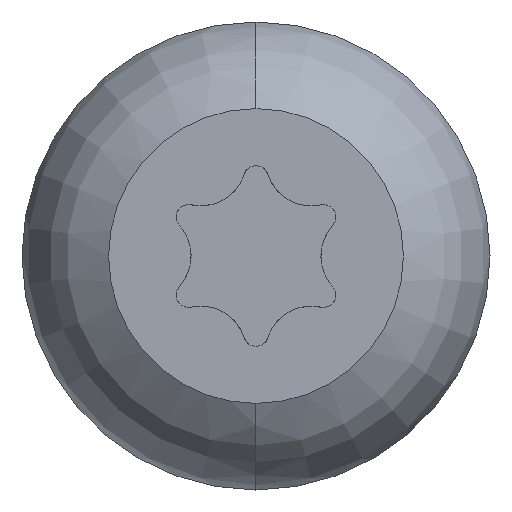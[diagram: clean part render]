
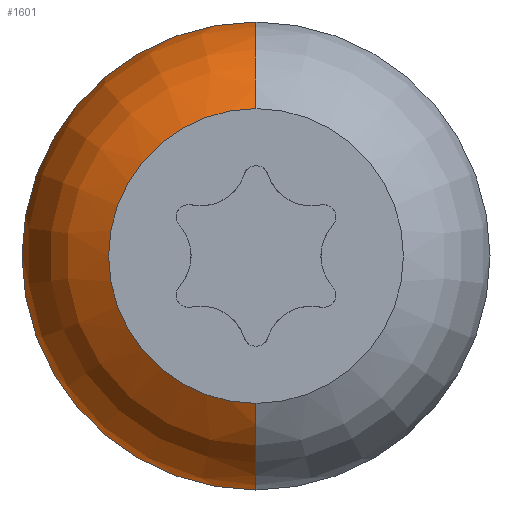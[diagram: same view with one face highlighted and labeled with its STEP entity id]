
A CAD part, left-side view. The second image highlights one B-rep face of the part: STEP entity #1601.
In plain terms, the highlighted toroidal (fillet/blend) face has major radius 1.91 mm and minor radius 3.11 mm.
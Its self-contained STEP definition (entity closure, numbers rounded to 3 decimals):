
#29 = DIRECTION ( 'NONE',  ( 1., 0., 0. ) ) ;
#41 = DIRECTION ( 'NONE',  ( 0., 0., 1. ) ) ;
#53 = TOROIDAL_SURFACE ( 'NONE', #150, 1.91, 3.11 ) ;
#72 = FACE_OUTER_BOUND ( 'NONE', #553, .T. ) ;
#150 = AXIS2_PLACEMENT_3D ( 'NONE', #385, #265, #772 ) ;
#151 = CARTESIAN_POINT ( 'NONE',  ( 2.852, 0., 1.91 ) ) ;
#178 = CARTESIAN_POINT ( 'NONE',  ( 0., 0., 0. ) ) ;
#232 = VERTEX_POINT ( 'NONE', #383 ) ;
#264 = EDGE_CURVE ( 'NONE', #1043, #713, #1505, .T. ) ;
#265 = DIRECTION ( 'NONE',  ( -1., 0., 0. ) ) ;
#305 = ORIENTED_EDGE ( 'NONE', *, *, #264, .T. ) ;
#332 = AXIS2_PLACEMENT_3D ( 'NONE', #1012, #1636, #635 ) ;
#383 = CARTESIAN_POINT ( 'NONE',  ( 2.5, 0., 5. ) ) ;
#385 = CARTESIAN_POINT ( 'NONE',  ( 2.852, 0., 0. ) ) ;
#403 = DIRECTION ( 'NONE',  ( 1., 0., 0. ) ) ;
#539 = VERTEX_POINT ( 'NONE', #985 ) ;
#553 = EDGE_LOOP ( 'NONE', ( #940, #305, #1554, #1535 ) ) ;
#635 = DIRECTION ( 'NONE',  ( -1., 0., 0. ) ) ;
#641 = EDGE_CURVE ( 'NONE', #1043, #232, #1440, .T. ) ;
#666 = AXIS2_PLACEMENT_3D ( 'NONE', #151, #1419, #905 ) ;
#668 = DIRECTION ( 'NONE',  ( 0., 0., 1. ) ) ;
#713 = VERTEX_POINT ( 'NONE', #792 ) ;
#772 = DIRECTION ( 'NONE',  ( 0., 0., 1. ) ) ;
#782 = CARTESIAN_POINT ( 'NONE',  ( 2.5, 0., 0. ) ) ;
#792 = CARTESIAN_POINT ( 'NONE',  ( 0., 0., -3.15 ) ) ;
#794 = CARTESIAN_POINT ( 'NONE',  ( 2.5, 0., -5. ) ) ;
#905 = DIRECTION ( 'NONE',  ( 1., 0., 0. ) ) ;
#940 = ORIENTED_EDGE ( 'NONE', *, *, #641, .F. ) ;
#977 = CIRCLE ( 'NONE', #1260, 3.15 ) ;
#985 = CARTESIAN_POINT ( 'NONE',  ( 0., 0., 3.15 ) ) ;
#1012 = CARTESIAN_POINT ( 'NONE',  ( 2.852, 0., -1.91 ) ) ;
#1043 = VERTEX_POINT ( 'NONE', #794 ) ;
#1177 = CIRCLE ( 'NONE', #666, 3.11 ) ;
#1260 = AXIS2_PLACEMENT_3D ( 'NONE', #178, #403, #41 ) ;
#1281 = EDGE_CURVE ( 'NONE', #232, #539, #1177, .T. ) ;
#1387 = AXIS2_PLACEMENT_3D ( 'NONE', #782, #29, #668 ) ;
#1419 = DIRECTION ( 'NONE',  ( 0., -1., 0. ) ) ;
#1420 = EDGE_CURVE ( 'NONE', #713, #539, #977, .T. ) ;
#1440 = CIRCLE ( 'NONE', #1387, 5. ) ;
#1505 = CIRCLE ( 'NONE', #332, 3.11 ) ;
#1535 = ORIENTED_EDGE ( 'NONE', *, *, #1281, .F. ) ;
#1554 = ORIENTED_EDGE ( 'NONE', *, *, #1420, .T. ) ;
#1601 = ADVANCED_FACE ( 'NONE', ( #72 ), #53, .T. ) ;
#1636 = DIRECTION ( 'NONE',  ( 0., 1., 0. ) ) ;
